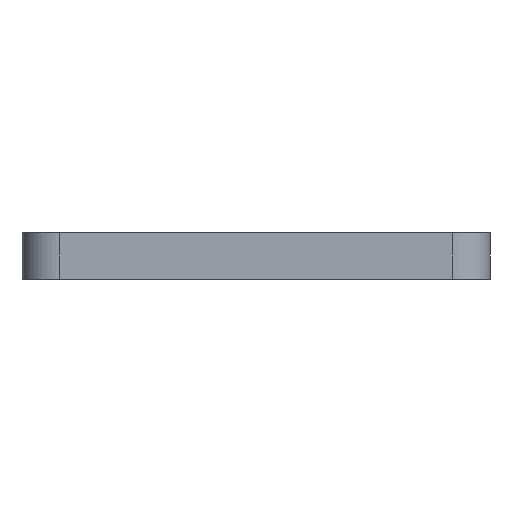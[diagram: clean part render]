
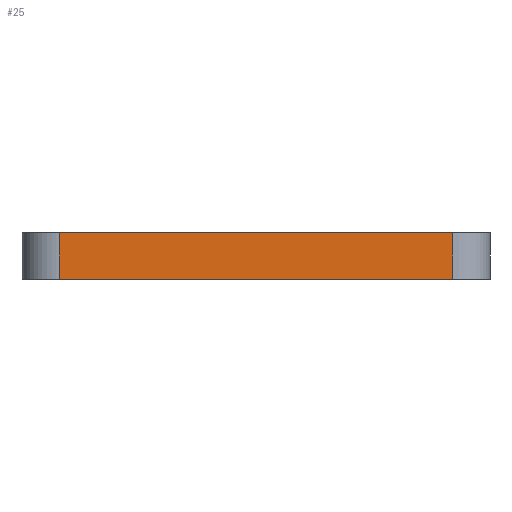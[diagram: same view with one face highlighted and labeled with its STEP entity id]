
A CAD part, front view. The second image highlights one B-rep face of the part: STEP entity #25.
In plain terms, the highlighted planar face has unit normal (0, -1, 0).
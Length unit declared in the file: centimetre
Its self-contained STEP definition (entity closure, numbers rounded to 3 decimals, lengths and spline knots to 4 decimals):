
#25=ADVANCED_FACE('',(#52),#467,.T.);
#52=FACE_OUTER_BOUND('',#79,.T.);
#79=EDGE_LOOP('',(#117,#118,#119,#120));
#117=ORIENTED_EDGE('',*,*,#261,.T.);
#118=ORIENTED_EDGE('',*,*,#262,.T.);
#119=ORIENTED_EDGE('',*,*,#263,.F.);
#120=ORIENTED_EDGE('',*,*,#264,.F.);
#261=EDGE_CURVE('',#405,#406,#361,.T.);
#262=EDGE_CURVE('',#406,#407,#362,.T.);
#263=EDGE_CURVE('',#408,#407,#363,.T.);
#264=EDGE_CURVE('',#405,#408,#364,.T.);
#361=(
BOUNDED_CURVE()
B_SPLINE_CURVE(2,(#703,#704,#705),.UNSPECIFIED.,.F.,.F.)
B_SPLINE_CURVE_WITH_KNOTS((3,3),(0.,6.0183),.UNSPECIFIED.)
CURVE()
GEOMETRIC_REPRESENTATION_ITEM()
RATIONAL_B_SPLINE_CURVE((1.,1.,1.))
REPRESENTATION_ITEM('')
);
#362=(
BOUNDED_CURVE()
B_SPLINE_CURVE(1,(#706,#707),.UNSPECIFIED.,.F.,.F.)
B_SPLINE_CURVE_WITH_KNOTS((2,2),(0.,0.7136),.UNSPECIFIED.)
CURVE()
GEOMETRIC_REPRESENTATION_ITEM()
RATIONAL_B_SPLINE_CURVE((1.,1.))
REPRESENTATION_ITEM('')
);
#363=(
BOUNDED_CURVE()
B_SPLINE_CURVE(2,(#708,#709,#710),.UNSPECIFIED.,.F.,.F.)
B_SPLINE_CURVE_WITH_KNOTS((3,3),(0.,6.0183),.UNSPECIFIED.)
CURVE()
GEOMETRIC_REPRESENTATION_ITEM()
RATIONAL_B_SPLINE_CURVE((1.,1.,1.))
REPRESENTATION_ITEM('')
);
#364=(
BOUNDED_CURVE()
B_SPLINE_CURVE(1,(#711,#712),.UNSPECIFIED.,.F.,.F.)
B_SPLINE_CURVE_WITH_KNOTS((2,2),(0.,0.7136),.UNSPECIFIED.)
CURVE()
GEOMETRIC_REPRESENTATION_ITEM()
RATIONAL_B_SPLINE_CURVE((1.,1.))
REPRESENTATION_ITEM('')
);
#405=VERTEX_POINT('',#655);
#406=VERTEX_POINT('',#656);
#407=VERTEX_POINT('',#657);
#408=VERTEX_POINT('',#658);
#467=PLANE('',#568);
#568=AXIS2_PLACEMENT_3D('',#628,#598,$);
#598=DIRECTION('',(0.,-1.,0.));
#628=CARTESIAN_POINT('',(46.9945,76.4246,-7.3537));
#655=CARTESIAN_POINT('',(46.9945,76.4246,-7.3537));
#656=CARTESIAN_POINT('',(53.0128,76.4246,-7.3537));
#657=CARTESIAN_POINT('',(53.0128,76.4246,-6.6401));
#658=CARTESIAN_POINT('',(46.9945,76.4246,-6.6401));
#703=CARTESIAN_POINT('',(46.9945,76.4246,-7.3537));
#704=CARTESIAN_POINT('',(50.0036,76.4246,-7.3537));
#705=CARTESIAN_POINT('',(53.0128,76.4246,-7.3537));
#706=CARTESIAN_POINT('',(53.0128,76.4246,-7.3537));
#707=CARTESIAN_POINT('',(53.0128,76.4246,-6.6401));
#708=CARTESIAN_POINT('',(46.9945,76.4246,-6.6401));
#709=CARTESIAN_POINT('',(50.0036,76.4246,-6.6401));
#710=CARTESIAN_POINT('',(53.0128,76.4246,-6.6401));
#711=CARTESIAN_POINT('',(46.9945,76.4246,-7.3537));
#712=CARTESIAN_POINT('',(46.9945,76.4246,-6.6401));
